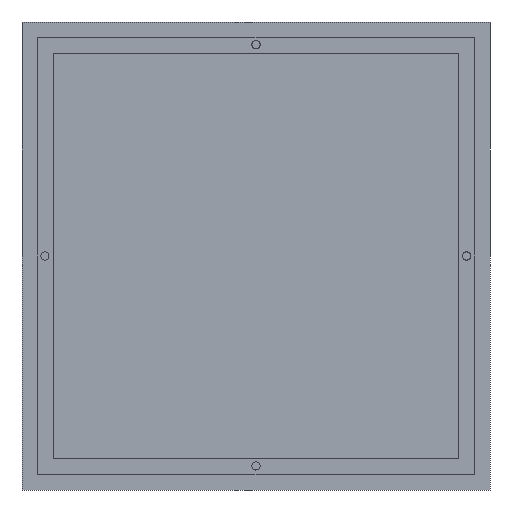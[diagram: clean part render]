
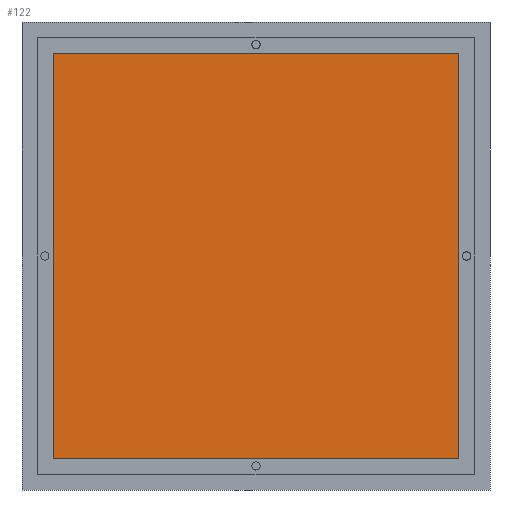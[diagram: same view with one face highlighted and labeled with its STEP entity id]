
A CAD part, front view. The second image highlights one B-rep face of the part: STEP entity #122.
In plain terms, the highlighted planar face has unit normal (0, -1, 0).
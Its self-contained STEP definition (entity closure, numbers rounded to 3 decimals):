
#22 = LINE ( 'NONE', #459, #789 ) ;
#36 = EDGE_CURVE ( 'NONE', #750, #190, #127, .T. ) ;
#72 = PLANE ( 'NONE',  #836 ) ;
#83 = DIRECTION ( 'NONE',  ( 0., 0., 1. ) ) ;
#94 = CARTESIAN_POINT ( 'NONE',  ( -186.582, -174., -119.281 ) ) ;
#119 = VECTOR ( 'NONE', #640, 1000. ) ;
#122 = ADVANCED_FACE ( 'NONE', ( #457 ), #72, .T. ) ;
#127 = LINE ( 'NONE', #785, #119 ) ;
#190 = VERTEX_POINT ( 'NONE', #283 ) ;
#253 = VECTOR ( 'NONE', #632, 1000. ) ;
#267 = CARTESIAN_POINT ( 'NONE',  ( 328.418, -174., 395.719 ) ) ;
#282 = DIRECTION ( 'NONE',  ( 0., 0., -1. ) ) ;
#283 = CARTESIAN_POINT ( 'NONE',  ( 328.418, -174., -119.281 ) ) ;
#312 = ORIENTED_EDGE ( 'NONE', *, *, #36, .T. ) ;
#318 = LINE ( 'NONE', #631, #253 ) ;
#323 = EDGE_LOOP ( 'NONE', ( #508, #312, #436, #763 ) ) ;
#336 = VERTEX_POINT ( 'NONE', #454 ) ;
#386 = EDGE_CURVE ( 'NONE', #190, #336, #748, .T. ) ;
#436 = ORIENTED_EDGE ( 'NONE', *, *, #386, .T. ) ;
#454 = CARTESIAN_POINT ( 'NONE',  ( 328.418, -174., 395.719 ) ) ;
#457 = FACE_OUTER_BOUND ( 'NONE', #323, .T. ) ;
#459 = CARTESIAN_POINT ( 'NONE',  ( -186.582, -174., 395.719 ) ) ;
#464 = DIRECTION ( 'NONE',  ( 0., 0., -1. ) ) ;
#475 = VERTEX_POINT ( 'NONE', #677 ) ;
#508 = ORIENTED_EDGE ( 'NONE', *, *, #550, .T. ) ;
#550 = EDGE_CURVE ( 'NONE', #475, #750, #22, .T. ) ;
#571 = DIRECTION ( 'NONE',  ( 0., -1., 0. ) ) ;
#573 = CARTESIAN_POINT ( 'NONE',  ( 0., -174., 0. ) ) ;
#631 = CARTESIAN_POINT ( 'NONE',  ( -186.582, -174., 395.719 ) ) ;
#632 = DIRECTION ( 'NONE',  ( -1., 0., 0. ) ) ;
#640 = DIRECTION ( 'NONE',  ( 1., 0., 0. ) ) ;
#677 = CARTESIAN_POINT ( 'NONE',  ( -186.582, -174., 395.719 ) ) ;
#748 = LINE ( 'NONE', #267, #799 ) ;
#750 = VERTEX_POINT ( 'NONE', #94 ) ;
#763 = ORIENTED_EDGE ( 'NONE', *, *, #855, .T. ) ;
#785 = CARTESIAN_POINT ( 'NONE',  ( -186.582, -174., -119.281 ) ) ;
#789 = VECTOR ( 'NONE', #464, 1000. ) ;
#799 = VECTOR ( 'NONE', #83, 1000. ) ;
#836 = AXIS2_PLACEMENT_3D ( 'NONE', #573, #571, #282 ) ;
#855 = EDGE_CURVE ( 'NONE', #336, #475, #318, .T. ) ;
